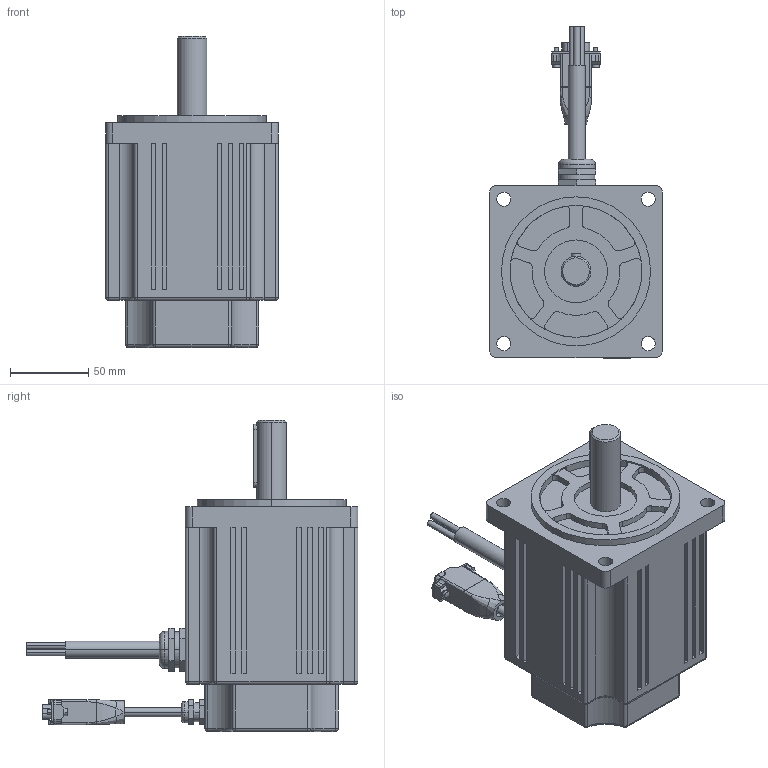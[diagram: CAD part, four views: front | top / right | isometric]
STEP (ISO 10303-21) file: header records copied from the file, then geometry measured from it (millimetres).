
FILE_DESCRIPTION (( 'STEP AP214' ), '1' );
FILE_NAME ('MP110-2A-MX2500-CN-001.STEP', '2025-01-09T18:56:19', ( '' ), ( '' ), 'SwSTEP 2.0', 'SolidWorks 2023', '' );
FILE_SCHEMA (( 'AUTOMOTIVE_DESIGN' ));
Length unit declared in the file: millimetre
Products named in the file (6): MP110-2 motor; enc cable; 5748677-1; 748364-1; Motor cable; MP110-2A-MX2500-CN-001
Assembly tree (5 placements, depth 2):
  MP110-2A-MX2500-CN-001
    MP110-2 motor
    Motor cable
    enc cable
    5748677-1
    748364-1
Bounding box: 110 x 211.5 x 198.2 mm (x, y, z)
Volume: 1451075.8 mm3; surface area: 129832.3 mm2
Topology: 7 solids, 7 shells, 777 faces, 1939 edges, 1242 vertices
Faces by surface type: plane 421, cylinder 276, bspline 44, torus 18, sphere 16, cone 2
Entity records: 25206 total; most frequent: CARTESIAN_POINT 6415, DIRECTION 3879, ORIENTED_EDGE 3840, EDGE_CURVE 1920, AXIS2_PLACEMENT_3D 1326, VERTEX_POINT 1242, LINE 1227, VECTOR 1227
